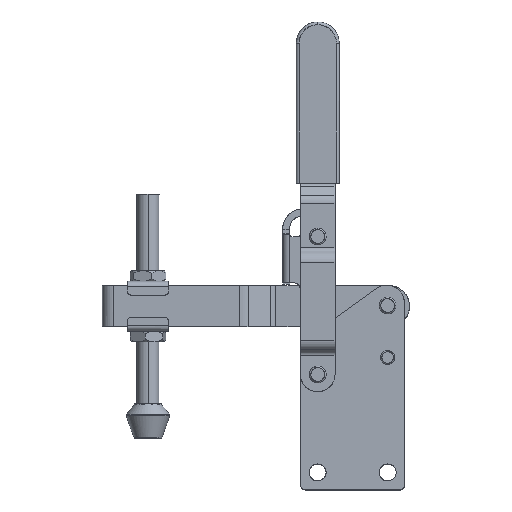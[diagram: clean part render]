
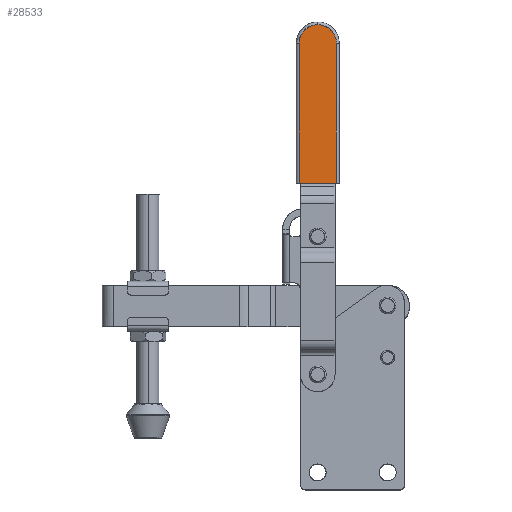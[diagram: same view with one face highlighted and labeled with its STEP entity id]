
A CAD part, top view. The second image highlights one B-rep face of the part: STEP entity #28533.
In plain terms, the highlighted planar face has unit normal (0, 0, 1).
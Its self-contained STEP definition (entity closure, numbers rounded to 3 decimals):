
#28377=CARTESIAN_POINT('Axis2P3D Location',(-49.273,175.522,3.)) ;
#28383=CARTESIAN_POINT('Control Point',(-76.273,175.522,3.)) ;
#28384=CARTESIAN_POINT('Control Point',(-49.273,175.522,3.)) ;
#28385=CARTESIAN_POINT('Vertex',(-76.273,175.522,3.)) ;
#28387=CARTESIAN_POINT('Vertex',(-49.273,175.522,3.)) ;
#28391=CARTESIAN_POINT('Control Point',(-49.273,175.522,3.)) ;
#28392=CARTESIAN_POINT('Control Point',(-49.273,277.042,3.)) ;
#28393=CARTESIAN_POINT('Vertex',(-49.273,277.042,3.)) ;
#28397=CARTESIAN_POINT('Control Point',(-49.273,277.042,3.)) ;
#28398=CARTESIAN_POINT('Control Point',(-49.273,278.372,3.)) ;
#28399=CARTESIAN_POINT('Control Point',(-49.532,279.676,3.)) ;
#28400=CARTESIAN_POINT('Vertex',(-49.532,279.676,3.)) ;
#28404=CARTESIAN_POINT('Control Point',(-49.532,279.676,3.)) ;
#28405=CARTESIAN_POINT('Control Point',(-49.792,280.98,3.)) ;
#28406=CARTESIAN_POINT('Control Point',(-50.301,282.208,3.)) ;
#28407=CARTESIAN_POINT('Vertex',(-50.301,282.208,3.)) ;
#28411=CARTESIAN_POINT('Control Point',(-50.301,282.208,3.)) ;
#28412=CARTESIAN_POINT('Control Point',(-50.809,283.437,3.)) ;
#28413=CARTESIAN_POINT('Control Point',(-51.548,284.542,3.)) ;
#28414=CARTESIAN_POINT('Vertex',(-51.548,284.542,3.)) ;
#28418=CARTESIAN_POINT('Control Point',(-51.548,284.542,3.)) ;
#28419=CARTESIAN_POINT('Control Point',(-52.287,285.648,3.)) ;
#28420=CARTESIAN_POINT('Control Point',(-53.227,286.588,3.)) ;
#28421=CARTESIAN_POINT('Vertex',(-53.227,286.588,3.)) ;
#28425=CARTESIAN_POINT('Control Point',(-53.227,286.588,3.)) ;
#28426=CARTESIAN_POINT('Control Point',(-54.167,287.528,3.)) ;
#28427=CARTESIAN_POINT('Control Point',(-55.273,288.267,3.)) ;
#28428=CARTESIAN_POINT('Vertex',(-55.273,288.267,3.)) ;
#28432=CARTESIAN_POINT('Control Point',(-55.273,288.267,3.)) ;
#28433=CARTESIAN_POINT('Control Point',(-56.378,289.006,3.)) ;
#28434=CARTESIAN_POINT('Control Point',(-57.607,289.514,3.)) ;
#28435=CARTESIAN_POINT('Vertex',(-57.607,289.514,3.)) ;
#28439=CARTESIAN_POINT('Control Point',(-57.607,289.514,3.)) ;
#28440=CARTESIAN_POINT('Control Point',(-58.835,290.023,3.)) ;
#28441=CARTESIAN_POINT('Control Point',(-60.139,290.283,3.)) ;
#28442=CARTESIAN_POINT('Vertex',(-60.139,290.283,3.)) ;
#28446=CARTESIAN_POINT('Control Point',(-60.139,290.283,3.)) ;
#28447=CARTESIAN_POINT('Control Point',(-61.443,290.542,3.)) ;
#28448=CARTESIAN_POINT('Control Point',(-62.773,290.542,3.)) ;
#28449=CARTESIAN_POINT('Vertex',(-62.773,290.542,3.)) ;
#28453=CARTESIAN_POINT('Control Point',(-62.773,290.542,3.)) ;
#28454=CARTESIAN_POINT('Control Point',(-64.103,290.542,3.)) ;
#28455=CARTESIAN_POINT('Control Point',(-65.407,290.283,3.)) ;
#28456=CARTESIAN_POINT('Vertex',(-65.407,290.283,3.)) ;
#28460=CARTESIAN_POINT('Control Point',(-65.407,290.283,3.)) ;
#28461=CARTESIAN_POINT('Control Point',(-66.711,290.023,3.)) ;
#28462=CARTESIAN_POINT('Control Point',(-67.939,289.514,3.)) ;
#28463=CARTESIAN_POINT('Vertex',(-67.939,289.514,3.)) ;
#28467=CARTESIAN_POINT('Control Point',(-67.939,289.514,3.)) ;
#28468=CARTESIAN_POINT('Control Point',(-69.168,289.006,3.)) ;
#28469=CARTESIAN_POINT('Control Point',(-70.273,288.267,3.)) ;
#28470=CARTESIAN_POINT('Vertex',(-70.273,288.267,3.)) ;
#28474=CARTESIAN_POINT('Control Point',(-70.273,288.267,3.)) ;
#28475=CARTESIAN_POINT('Control Point',(-71.379,287.528,3.)) ;
#28476=CARTESIAN_POINT('Control Point',(-72.319,286.588,3.)) ;
#28477=CARTESIAN_POINT('Vertex',(-72.319,286.588,3.)) ;
#28481=CARTESIAN_POINT('Control Point',(-72.319,286.588,3.)) ;
#28482=CARTESIAN_POINT('Control Point',(-73.259,285.648,3.)) ;
#28483=CARTESIAN_POINT('Control Point',(-73.998,284.542,3.)) ;
#28484=CARTESIAN_POINT('Vertex',(-73.998,284.542,3.)) ;
#28488=CARTESIAN_POINT('Control Point',(-73.998,284.542,3.)) ;
#28489=CARTESIAN_POINT('Control Point',(-74.737,283.437,3.)) ;
#28490=CARTESIAN_POINT('Control Point',(-75.245,282.208,3.)) ;
#28491=CARTESIAN_POINT('Vertex',(-75.245,282.208,3.)) ;
#28495=CARTESIAN_POINT('Control Point',(-75.245,282.208,3.)) ;
#28496=CARTESIAN_POINT('Control Point',(-75.754,280.98,3.)) ;
#28497=CARTESIAN_POINT('Control Point',(-76.014,279.676,3.)) ;
#28498=CARTESIAN_POINT('Vertex',(-76.014,279.676,3.)) ;
#28502=CARTESIAN_POINT('Control Point',(-76.014,279.676,3.)) ;
#28503=CARTESIAN_POINT('Control Point',(-76.273,278.372,3.)) ;
#28504=CARTESIAN_POINT('Control Point',(-76.273,277.042,3.)) ;
#28505=CARTESIAN_POINT('Vertex',(-76.273,277.042,3.)) ;
#28509=CARTESIAN_POINT('Control Point',(-76.273,277.042,3.)) ;
#28510=CARTESIAN_POINT('Control Point',(-76.273,175.522,3.)) ;
#28378=DIRECTION('Axis2P3D Direction',(-0.,0.,1.)) ;
#28379=DIRECTION('Axis2P3D XDirection',(0.,1.,0.)) ;
#28380=AXIS2_PLACEMENT_3D('Plane Axis2P3D',#28377,#28378,#28379) ;
#28513=ORIENTED_EDGE('',*,*,#28389,.T.) ;
#28514=ORIENTED_EDGE('',*,*,#28395,.T.) ;
#28515=ORIENTED_EDGE('',*,*,#28402,.T.) ;
#28516=ORIENTED_EDGE('',*,*,#28409,.T.) ;
#28517=ORIENTED_EDGE('',*,*,#28416,.T.) ;
#28518=ORIENTED_EDGE('',*,*,#28423,.T.) ;
#28519=ORIENTED_EDGE('',*,*,#28430,.T.) ;
#28520=ORIENTED_EDGE('',*,*,#28437,.T.) ;
#28521=ORIENTED_EDGE('',*,*,#28444,.T.) ;
#28522=ORIENTED_EDGE('',*,*,#28451,.T.) ;
#28523=ORIENTED_EDGE('',*,*,#28458,.T.) ;
#28524=ORIENTED_EDGE('',*,*,#28465,.T.) ;
#28525=ORIENTED_EDGE('',*,*,#28472,.T.) ;
#28526=ORIENTED_EDGE('',*,*,#28479,.T.) ;
#28527=ORIENTED_EDGE('',*,*,#28486,.T.) ;
#28528=ORIENTED_EDGE('',*,*,#28493,.T.) ;
#28529=ORIENTED_EDGE('',*,*,#28500,.T.) ;
#28530=ORIENTED_EDGE('',*,*,#28507,.T.) ;
#28531=ORIENTED_EDGE('',*,*,#28511,.T.) ;
#28533=ADVANCED_FACE('Surface.254',(#28532),#28381,.T.) ;
#28382=B_SPLINE_CURVE_WITH_KNOTS('',1,(#28383,#28384),.UNSPECIFIED.,.F.,.U.,(2,2),(0.,27.),.UNSPECIFIED.) ;
#28390=B_SPLINE_CURVE_WITH_KNOTS('',1,(#28391,#28392),.UNSPECIFIED.,.F.,.U.,(2,2),(0.,101.52),.UNSPECIFIED.) ;
#28396=B_SPLINE_CURVE_WITH_KNOTS('',2,(#28397,#28398,#28399),.UNSPECIFIED.,.F.,.U.,(3,3),(0.,2.659),.UNSPECIFIED.) ;
#28403=B_SPLINE_CURVE_WITH_KNOTS('',2,(#28404,#28405,#28406),.UNSPECIFIED.,.F.,.U.,(3,3),(0.,2.659),.UNSPECIFIED.) ;
#28410=B_SPLINE_CURVE_WITH_KNOTS('',2,(#28411,#28412,#28413),.UNSPECIFIED.,.F.,.U.,(3,3),(0.,2.659),.UNSPECIFIED.) ;
#28417=B_SPLINE_CURVE_WITH_KNOTS('',2,(#28418,#28419,#28420),.UNSPECIFIED.,.F.,.U.,(3,3),(0.,2.659),.UNSPECIFIED.) ;
#28424=B_SPLINE_CURVE_WITH_KNOTS('',2,(#28425,#28426,#28427),.UNSPECIFIED.,.F.,.U.,(3,3),(0.,2.659),.UNSPECIFIED.) ;
#28431=B_SPLINE_CURVE_WITH_KNOTS('',2,(#28432,#28433,#28434),.UNSPECIFIED.,.F.,.U.,(3,3),(0.,2.659),.UNSPECIFIED.) ;
#28438=B_SPLINE_CURVE_WITH_KNOTS('',2,(#28439,#28440,#28441),.UNSPECIFIED.,.F.,.U.,(3,3),(0.,2.659),.UNSPECIFIED.) ;
#28445=B_SPLINE_CURVE_WITH_KNOTS('',2,(#28446,#28447,#28448),.UNSPECIFIED.,.F.,.U.,(3,3),(0.,2.659),.UNSPECIFIED.) ;
#28452=B_SPLINE_CURVE_WITH_KNOTS('',2,(#28453,#28454,#28455),.UNSPECIFIED.,.F.,.U.,(3,3),(0.,2.659),.UNSPECIFIED.) ;
#28459=B_SPLINE_CURVE_WITH_KNOTS('',2,(#28460,#28461,#28462),.UNSPECIFIED.,.F.,.U.,(3,3),(0.,2.659),.UNSPECIFIED.) ;
#28466=B_SPLINE_CURVE_WITH_KNOTS('',2,(#28467,#28468,#28469),.UNSPECIFIED.,.F.,.U.,(3,3),(0.,2.659),.UNSPECIFIED.) ;
#28473=B_SPLINE_CURVE_WITH_KNOTS('',2,(#28474,#28475,#28476),.UNSPECIFIED.,.F.,.U.,(3,3),(0.,2.659),.UNSPECIFIED.) ;
#28480=B_SPLINE_CURVE_WITH_KNOTS('',2,(#28481,#28482,#28483),.UNSPECIFIED.,.F.,.U.,(3,3),(0.,2.659),.UNSPECIFIED.) ;
#28487=B_SPLINE_CURVE_WITH_KNOTS('',2,(#28488,#28489,#28490),.UNSPECIFIED.,.F.,.U.,(3,3),(0.,2.659),.UNSPECIFIED.) ;
#28494=B_SPLINE_CURVE_WITH_KNOTS('',2,(#28495,#28496,#28497),.UNSPECIFIED.,.F.,.U.,(3,3),(0.,2.659),.UNSPECIFIED.) ;
#28501=B_SPLINE_CURVE_WITH_KNOTS('',2,(#28502,#28503,#28504),.UNSPECIFIED.,.F.,.U.,(3,3),(0.,2.659),.UNSPECIFIED.) ;
#28508=B_SPLINE_CURVE_WITH_KNOTS('',1,(#28509,#28510),.UNSPECIFIED.,.F.,.U.,(2,2),(0.,101.52),.UNSPECIFIED.) ;
#28389=EDGE_CURVE('',#28386,#28388,#28382,.T.) ;
#28395=EDGE_CURVE('',#28388,#28394,#28390,.T.) ;
#28402=EDGE_CURVE('',#28394,#28401,#28396,.T.) ;
#28409=EDGE_CURVE('',#28401,#28408,#28403,.T.) ;
#28416=EDGE_CURVE('',#28408,#28415,#28410,.T.) ;
#28423=EDGE_CURVE('',#28415,#28422,#28417,.T.) ;
#28430=EDGE_CURVE('',#28422,#28429,#28424,.T.) ;
#28437=EDGE_CURVE('',#28429,#28436,#28431,.T.) ;
#28444=EDGE_CURVE('',#28436,#28443,#28438,.T.) ;
#28451=EDGE_CURVE('',#28443,#28450,#28445,.T.) ;
#28458=EDGE_CURVE('',#28450,#28457,#28452,.T.) ;
#28465=EDGE_CURVE('',#28457,#28464,#28459,.T.) ;
#28472=EDGE_CURVE('',#28464,#28471,#28466,.T.) ;
#28479=EDGE_CURVE('',#28471,#28478,#28473,.T.) ;
#28486=EDGE_CURVE('',#28478,#28485,#28480,.T.) ;
#28493=EDGE_CURVE('',#28485,#28492,#28487,.T.) ;
#28500=EDGE_CURVE('',#28492,#28499,#28494,.T.) ;
#28507=EDGE_CURVE('',#28499,#28506,#28501,.T.) ;
#28511=EDGE_CURVE('',#28506,#28386,#28508,.T.) ;
#28512=EDGE_LOOP('',(#28513,#28514,#28515,#28516,#28517,#28518,#28519,#28520,#28521,#28522,#28523,#28524,#28525,#28526,#28527,#28528,#28529,#28530,#28531)) ;
#28532=FACE_OUTER_BOUND('',#28512,.T.) ;
#28381=PLANE('Plane',#28380) ;
#28386=VERTEX_POINT('',#28385) ;
#28388=VERTEX_POINT('',#28387) ;
#28394=VERTEX_POINT('',#28393) ;
#28401=VERTEX_POINT('',#28400) ;
#28408=VERTEX_POINT('',#28407) ;
#28415=VERTEX_POINT('',#28414) ;
#28422=VERTEX_POINT('',#28421) ;
#28429=VERTEX_POINT('',#28428) ;
#28436=VERTEX_POINT('',#28435) ;
#28443=VERTEX_POINT('',#28442) ;
#28450=VERTEX_POINT('',#28449) ;
#28457=VERTEX_POINT('',#28456) ;
#28464=VERTEX_POINT('',#28463) ;
#28471=VERTEX_POINT('',#28470) ;
#28478=VERTEX_POINT('',#28477) ;
#28485=VERTEX_POINT('',#28484) ;
#28492=VERTEX_POINT('',#28491) ;
#28499=VERTEX_POINT('',#28498) ;
#28506=VERTEX_POINT('',#28505) ;
